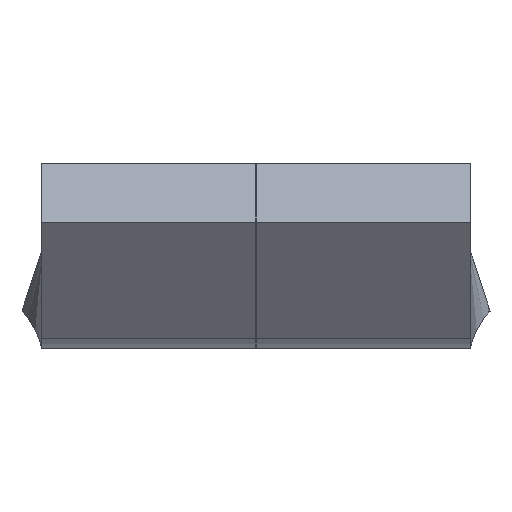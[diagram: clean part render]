
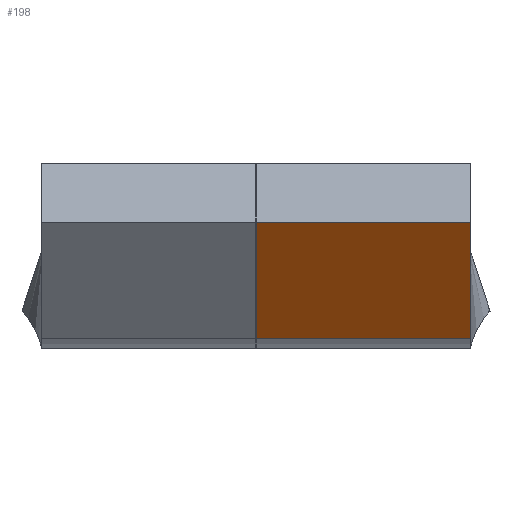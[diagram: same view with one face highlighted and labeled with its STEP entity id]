
A CAD part, front view. The second image highlights one B-rep face of the part: STEP entity #198.
In plain terms, the highlighted planar face has unit normal (0, -0.342, -0.94).
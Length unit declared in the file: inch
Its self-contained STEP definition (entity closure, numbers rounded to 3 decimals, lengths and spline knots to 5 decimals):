
#23=B_SPLINE_CURVE_WITH_KNOTS('',1,(#1896,#1897),.UNSPECIFIED.,.F.,.F.,
(2,2),(0.,15.),.UNSPECIFIED.);
#24=B_SPLINE_CURVE_WITH_KNOTS('',1,(#1898,#1899),.UNSPECIFIED.,.F.,.F.,
(2,2),(0.,6.),.UNSPECIFIED.);
#25=B_SPLINE_CURVE_WITH_KNOTS('',1,(#1900,#1901),.UNSPECIFIED.,.F.,.F.,
(2,2),(0.,15.),.UNSPECIFIED.);
#26=B_SPLINE_CURVE_WITH_KNOTS('',1,(#1902,#1903),.UNSPECIFIED.,.F.,.F.,
(2,2),(0.,6.),.UNSPECIFIED.);
#198=ADVANCED_FACE('',(#294),#1272,.T.);
#294=FACE_OUTER_BOUND('',#390,.T.);
#390=EDGE_LOOP('',(#540,#541,#542,#543));
#540=ORIENTED_EDGE('',*,*,#888,.T.);
#541=ORIENTED_EDGE('',*,*,#889,.T.);
#542=ORIENTED_EDGE('',*,*,#890,.F.);
#543=ORIENTED_EDGE('',*,*,#891,.F.);
#888=EDGE_CURVE('',#1164,#1165,#23,.T.);
#889=EDGE_CURVE('',#1165,#1166,#24,.T.);
#890=EDGE_CURVE('',#1167,#1166,#25,.T.);
#891=EDGE_CURVE('',#1164,#1167,#26,.T.);
#1164=VERTEX_POINT('',#1888);
#1165=VERTEX_POINT('',#1889);
#1166=VERTEX_POINT('',#1890);
#1167=VERTEX_POINT('',#1891);
#1272=PLANE('',#1367);
#1367=AXIS2_PLACEMENT_3D('',#1882,#1410,$);
#1410=DIRECTION('',(0.,-0.342,-0.94));
#1882=CARTESIAN_POINT('',(-11.63899,-11.66735,-20.581));
#1888=CARTESIAN_POINT('',(-11.63899,-11.66735,-20.581));
#1889=CARTESIAN_POINT('',(-11.63899,-20.59854,-17.33032));
#1890=CARTESIAN_POINT('',(-17.63899,-20.59854,-17.33032));
#1891=CARTESIAN_POINT('',(-17.63899,-11.66735,-20.581));
#1896=CARTESIAN_POINT('',(-11.63899,-11.66735,-20.581));
#1897=CARTESIAN_POINT('',(-11.63899,-20.59854,-17.33032));
#1898=CARTESIAN_POINT('',(-11.63899,-20.59854,-17.33032));
#1899=CARTESIAN_POINT('',(-17.63899,-20.59854,-17.33032));
#1900=CARTESIAN_POINT('',(-17.63899,-11.66735,-20.581));
#1901=CARTESIAN_POINT('',(-17.63899,-20.59854,-17.33032));
#1902=CARTESIAN_POINT('',(-11.63899,-11.66735,-20.581));
#1903=CARTESIAN_POINT('',(-17.63899,-11.66735,-20.581));
